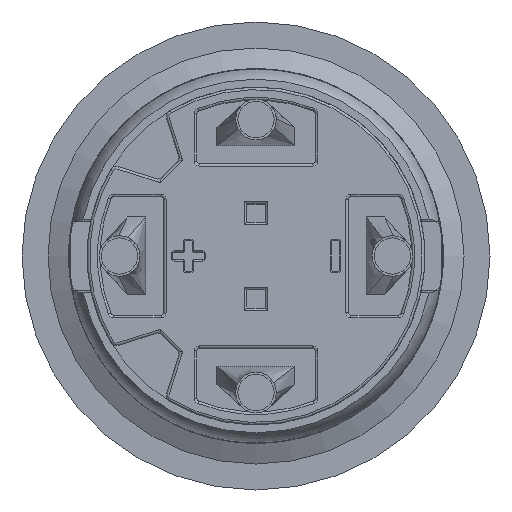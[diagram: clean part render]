
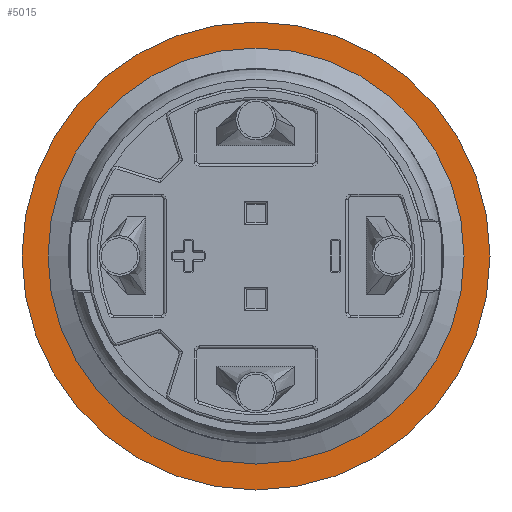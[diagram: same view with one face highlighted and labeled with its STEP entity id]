
A CAD part, front view. The second image highlights one B-rep face of the part: STEP entity #5015.
In plain terms, the highlighted planar face has unit normal (0, -1, 0).
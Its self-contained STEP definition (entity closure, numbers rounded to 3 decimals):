
#289=FACE_BOUND('',#918,.T.);
#590=FACE_OUTER_BOUND('',#917,.T.);
#917=EDGE_LOOP('',(#4568,#4569));
#918=EDGE_LOOP('',(#4570,#4571));
#1196=CIRCLE('',#5598,9.);
#1197=CIRCLE('',#5599,9.);
#1198=CIRCLE('',#5600,7.209);
#1199=CIRCLE('',#5601,7.209);
#2421=VERTEX_POINT('',#9332);
#2422=VERTEX_POINT('',#9333);
#2423=VERTEX_POINT('',#9336);
#2424=VERTEX_POINT('',#9337);
#3142=EDGE_CURVE('',#2421,#2422,#1196,.T.);
#3143=EDGE_CURVE('',#2422,#2421,#1197,.T.);
#3144=EDGE_CURVE('',#2423,#2424,#1198,.T.);
#3145=EDGE_CURVE('',#2424,#2423,#1199,.T.);
#4568=ORIENTED_EDGE('',*,*,#3142,.T.);
#4569=ORIENTED_EDGE('',*,*,#3143,.T.);
#4570=ORIENTED_EDGE('',*,*,#3144,.F.);
#4571=ORIENTED_EDGE('',*,*,#3145,.F.);
#4714=PLANE('',#5597);
#5015=ADVANCED_FACE('',(#590,#289),#4714,.T.);
#5597=AXIS2_PLACEMENT_3D('',#9331,#7111,#7112);
#5598=AXIS2_PLACEMENT_3D('',#9334,#7113,#7114);
#5599=AXIS2_PLACEMENT_3D('',#9335,#7115,#7116);
#5600=AXIS2_PLACEMENT_3D('',#9338,#7117,#7118);
#5601=AXIS2_PLACEMENT_3D('',#9339,#7119,#7120);
#7111=DIRECTION('center_axis',(0.,-1.,0.));
#7112=DIRECTION('ref_axis',(0.,0.,-1.));
#7113=DIRECTION('center_axis',(0.,-1.,0.));
#7114=DIRECTION('ref_axis',(1.,0.,0.));
#7115=DIRECTION('center_axis',(0.,-1.,0.));
#7116=DIRECTION('ref_axis',(1.,0.,0.));
#7117=DIRECTION('center_axis',(0.,-1.,0.));
#7118=DIRECTION('ref_axis',(1.,0.,0.));
#7119=DIRECTION('center_axis',(0.,-1.,0.));
#7120=DIRECTION('ref_axis',(1.,0.,0.));
#9331=CARTESIAN_POINT('Origin',(8.104,0.,0.));
#9332=CARTESIAN_POINT('',(9.,0.,0.));
#9333=CARTESIAN_POINT('',(-9.,0.,0.));
#9334=CARTESIAN_POINT('Origin',(0.,0.,0.));
#9335=CARTESIAN_POINT('Origin',(0.,0.,0.));
#9336=CARTESIAN_POINT('',(7.209,0.,0.));
#9337=CARTESIAN_POINT('',(-7.209,0.,0.));
#9338=CARTESIAN_POINT('Origin',(0.,0.,0.));
#9339=CARTESIAN_POINT('Origin',(0.,0.,0.));
